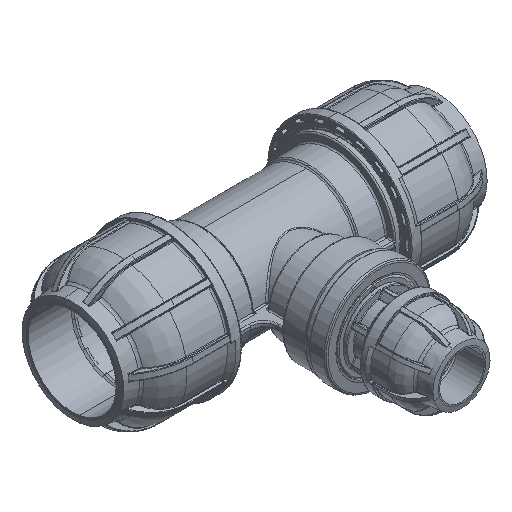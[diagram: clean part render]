
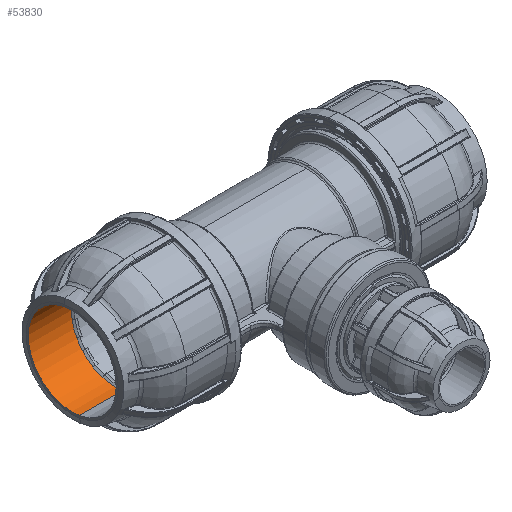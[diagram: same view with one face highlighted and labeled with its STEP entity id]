
A CAD part, isometric view. The second image highlights one B-rep face of the part: STEP entity #53830.
In plain terms, the highlighted cylindrical face has radius 32 mm (diameter 64 mm), a partial arc.
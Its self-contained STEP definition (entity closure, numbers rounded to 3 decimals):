
#4591 = ORIENTED_EDGE ( 'NONE', *, *, #49259, .F. ) ;
#4823 = DIRECTION ( 'NONE',  ( 1., 0., 0. ) ) ;
#5779 = EDGE_LOOP ( 'NONE', ( #65879, #49557, #4591, #81172 ) ) ;
#6273 = AXIS2_PLACEMENT_3D ( 'NONE', #78613, #35240, #42742 ) ;
#7230 = VERTEX_POINT ( 'NONE', #79971 ) ;
#8652 = DIRECTION ( 'NONE',  ( -1., 0., 0. ) ) ;
#15443 = CIRCLE ( 'NONE', #6273, 32. ) ;
#16670 = VERTEX_POINT ( 'NONE', #23994 ) ;
#19875 = VECTOR ( 'NONE', #61816, 1000. ) ;
#19974 = CARTESIAN_POINT ( 'NONE',  ( -132.8, -5.092, -31.592 ) ) ;
#22243 = CARTESIAN_POINT ( 'NONE',  ( -101.3, 5.092, 31.592 ) ) ;
#23239 = VERTEX_POINT ( 'NONE', #22243 ) ;
#23994 = CARTESIAN_POINT ( 'NONE',  ( -132.8, -5.092, -31.592 ) ) ;
#25250 = CARTESIAN_POINT ( 'NONE',  ( -132.8, 5.092, 31.592 ) ) ;
#28935 = CIRCLE ( 'NONE', #30197, 32. ) ;
#30197 = AXIS2_PLACEMENT_3D ( 'NONE', #75193, #4823, #54903 ) ;
#35035 = DIRECTION ( 'NONE',  ( -1., 0., 0. ) ) ;
#35240 = DIRECTION ( 'NONE',  ( 1., 0., 0. ) ) ;
#35914 = AXIS2_PLACEMENT_3D ( 'NONE', #45300, #8652, #59599 ) ;
#36391 = EDGE_CURVE ( 'NONE', #23239, #70896, #90439, .T. ) ;
#42742 = DIRECTION ( 'NONE',  ( 0., -0.159, -0.987 ) ) ;
#45300 = CARTESIAN_POINT ( 'NONE',  ( -132.8, 0., 0. ) ) ;
#47568 = FACE_OUTER_BOUND ( 'NONE', #5779, .T. ) ;
#49259 = EDGE_CURVE ( 'NONE', #16670, #70896, #15443, .T. ) ;
#49557 = ORIENTED_EDGE ( 'NONE', *, *, #36391, .T. ) ;
#53698 = EDGE_CURVE ( 'NONE', #7230, #16670, #68794, .T. ) ;
#53830 = ADVANCED_FACE ( 'NONE', ( #47568 ), #79878, .F. ) ;
#54903 = DIRECTION ( 'NONE',  ( 0., -0.159, -0.987 ) ) ;
#59599 = DIRECTION ( 'NONE',  ( 0., -0.159, -0.987 ) ) ;
#61816 = DIRECTION ( 'NONE',  ( -1., 0., 0. ) ) ;
#65879 = ORIENTED_EDGE ( 'NONE', *, *, #86921, .T. ) ;
#68794 = LINE ( 'NONE', #19974, #73237 ) ;
#70896 = VERTEX_POINT ( 'NONE', #82625 ) ;
#73237 = VECTOR ( 'NONE', #35035, 1000. ) ;
#75193 = CARTESIAN_POINT ( 'NONE',  ( -101.3, 0., 0. ) ) ;
#78613 = CARTESIAN_POINT ( 'NONE',  ( -132.8, 0., 0. ) ) ;
#79878 = CYLINDRICAL_SURFACE ( 'NONE', #35914, 32. ) ;
#79971 = CARTESIAN_POINT ( 'NONE',  ( -101.3, -5.092, -31.592 ) ) ;
#81172 = ORIENTED_EDGE ( 'NONE', *, *, #53698, .F. ) ;
#82625 = CARTESIAN_POINT ( 'NONE',  ( -132.8, 5.092, 31.592 ) ) ;
#86921 = EDGE_CURVE ( 'NONE', #7230, #23239, #28935, .T. ) ;
#90439 = LINE ( 'NONE', #25250, #19875 ) ;
